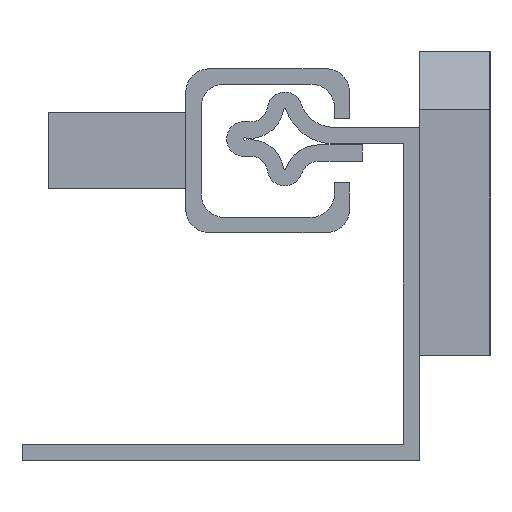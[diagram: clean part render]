
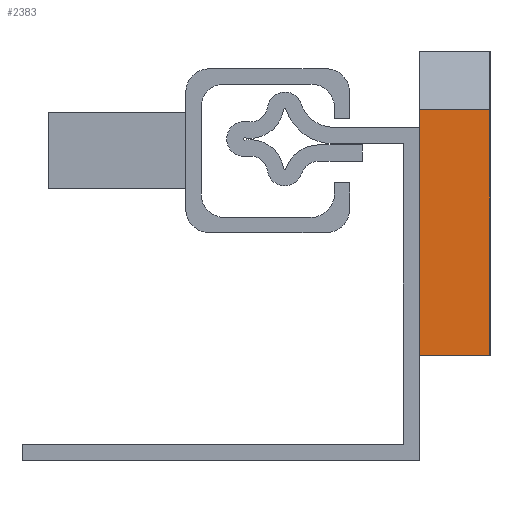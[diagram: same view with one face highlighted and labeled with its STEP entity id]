
A CAD part, left-side view. The second image highlights one B-rep face of the part: STEP entity #2383.
In plain terms, the highlighted planar face has unit normal (-1, 0, 0).
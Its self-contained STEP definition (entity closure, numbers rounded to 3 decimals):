
#397 = EDGE_LOOP ( 'NONE', ( #4410, #3065, #3654, #3814 ) ) ;
#572 = LINE ( 'NONE', #4429, #4144 ) ;
#758 = AXIS2_PLACEMENT_3D ( 'NONE', #3782, #1691, #2443 ) ;
#1002 = PLANE ( 'NONE',  #758 ) ;
#1086 = EDGE_CURVE ( 'NONE', #1855, #1104, #572, .T. ) ;
#1101 = DIRECTION ( 'NONE',  ( 0., 0., -1. ) ) ;
#1104 = VERTEX_POINT ( 'NONE', #1250 ) ;
#1250 = CARTESIAN_POINT ( 'NONE',  ( -87., -8., 0. ) ) ;
#1278 = DIRECTION ( 'NONE',  ( 0., -1., 0. ) ) ;
#1401 = VERTEX_POINT ( 'NONE', #4635 ) ;
#1433 = VECTOR ( 'NONE', #4198, 1000. ) ;
#1479 = CARTESIAN_POINT ( 'NONE',  ( -87., -8., 6. ) ) ;
#1534 = CARTESIAN_POINT ( 'NONE',  ( -87., 13., 0. ) ) ;
#1669 = FACE_OUTER_BOUND ( 'NONE', #397, .T. ) ;
#1691 = DIRECTION ( 'NONE',  ( 1., 0., 0. ) ) ;
#1701 = CARTESIAN_POINT ( 'NONE',  ( -87., -8., 6. ) ) ;
#1855 = VERTEX_POINT ( 'NONE', #1534 ) ;
#1974 = LINE ( 'NONE', #4480, #2552 ) ;
#2383 = ADVANCED_FACE ( 'NONE', ( #1669 ), #1002, .F. ) ;
#2443 = DIRECTION ( 'NONE',  ( 0., 0., -1. ) ) ;
#2552 = VECTOR ( 'NONE', #1101, 1000. ) ;
#2562 = VECTOR ( 'NONE', #3244, 1000. ) ;
#2764 = CARTESIAN_POINT ( 'NONE',  ( -87., 13., 6. ) ) ;
#2935 = EDGE_CURVE ( 'NONE', #1401, #2968, #3187, .T. ) ;
#2968 = VERTEX_POINT ( 'NONE', #1701 ) ;
#3065 = ORIENTED_EDGE ( 'NONE', *, *, #3388, .F. ) ;
#3187 = LINE ( 'NONE', #2764, #1433 ) ;
#3244 = DIRECTION ( 'NONE',  ( 0., 0., -1. ) ) ;
#3388 = EDGE_CURVE ( 'NONE', #2968, #1104, #4376, .T. ) ;
#3654 = ORIENTED_EDGE ( 'NONE', *, *, #2935, .F. ) ;
#3782 = CARTESIAN_POINT ( 'NONE',  ( -87., 13., 6. ) ) ;
#3814 = ORIENTED_EDGE ( 'NONE', *, *, #4646, .T. ) ;
#4144 = VECTOR ( 'NONE', #1278, 1000. ) ;
#4198 = DIRECTION ( 'NONE',  ( 0., -1., 0. ) ) ;
#4376 = LINE ( 'NONE', #1479, #2562 ) ;
#4410 = ORIENTED_EDGE ( 'NONE', *, *, #1086, .T. ) ;
#4429 = CARTESIAN_POINT ( 'NONE',  ( -87., 13., 0. ) ) ;
#4480 = CARTESIAN_POINT ( 'NONE',  ( -87., 13., 6. ) ) ;
#4635 = CARTESIAN_POINT ( 'NONE',  ( -87., 13., 6. ) ) ;
#4646 = EDGE_CURVE ( 'NONE', #1401, #1855, #1974, .T. ) ;
